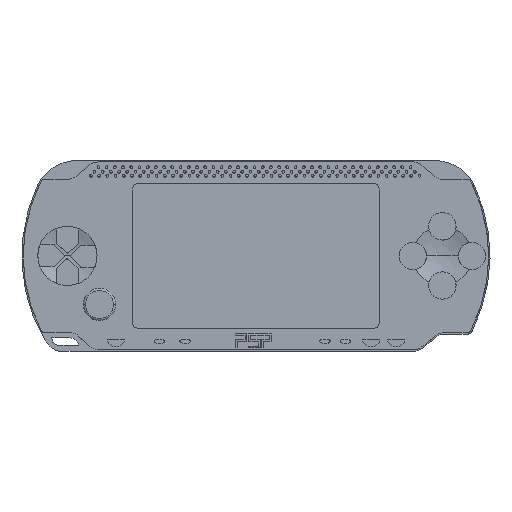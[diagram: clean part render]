
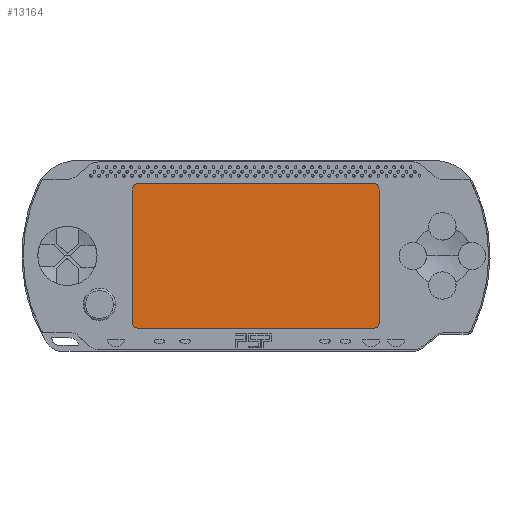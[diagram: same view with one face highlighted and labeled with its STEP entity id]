
A CAD part, top view. The second image highlights one B-rep face of the part: STEP entity #13164.
In plain terms, the highlighted planar face has unit normal (0, 0, 1).
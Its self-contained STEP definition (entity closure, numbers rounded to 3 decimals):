
#3694=DIRECTION('',(1.,0.,0.));
#3695=VECTOR('',#3694,86.018);
#3696=CARTESIAN_POINT('',(-43.009,-26.443,-0.25));
#3697=LINE('',#3696,#3695);
#3702=CARTESIAN_POINT('',(-43.009,-24.443,-0.25));
#3703=DIRECTION('',(0.,0.,1.));
#3704=DIRECTION('',(-1.,0.,0.));
#3705=AXIS2_PLACEMENT_3D('',#3702,#3703,#3704);
#3711=DIRECTION('',(0.,-1.,0.));
#3712=VECTOR('',#3711,48.886);
#3713=CARTESIAN_POINT('',(-45.009,24.443,-0.25));
#3714=LINE('',#3713,#3712);
#3719=CARTESIAN_POINT('',(-43.009,24.443,-0.25));
#3720=DIRECTION('',(0.,0.,1.));
#3721=DIRECTION('',(0.,1.,0.));
#3722=AXIS2_PLACEMENT_3D('',#3719,#3720,#3721);
#3728=DIRECTION('',(-1.,0.,0.));
#3729=VECTOR('',#3728,86.018);
#3730=CARTESIAN_POINT('',(43.009,26.443,-0.25));
#3731=LINE('',#3730,#3729);
#3736=CARTESIAN_POINT('',(43.009,24.443,-0.25));
#3737=DIRECTION('',(0.,0.,1.));
#3738=DIRECTION('',(1.,0.,0.));
#3739=AXIS2_PLACEMENT_3D('',#3736,#3737,#3738);
#3745=DIRECTION('',(0.,1.,0.));
#3746=VECTOR('',#3745,48.886);
#3747=CARTESIAN_POINT('',(45.009,-24.443,-0.25));
#3748=LINE('',#3747,#3746);
#3753=CARTESIAN_POINT('',(43.009,-24.443,-0.25));
#3754=DIRECTION('',(0.,0.,1.));
#3755=DIRECTION('',(0.,-1.,0.));
#3756=AXIS2_PLACEMENT_3D('',#3753,#3754,#3755);
#8965=CARTESIAN_POINT('',(-43.009,-26.443,-0.25));
#8966=CARTESIAN_POINT('',(43.009,-26.443,-0.25));
#8967=VERTEX_POINT('',#8965);
#8968=VERTEX_POINT('',#8966);
#8969=CARTESIAN_POINT('',(45.009,-24.443,-0.25));
#8970=VERTEX_POINT('',#8969);
#8971=CARTESIAN_POINT('',(45.009,24.443,-0.25));
#8972=VERTEX_POINT('',#8971);
#8973=CARTESIAN_POINT('',(43.009,26.443,-0.25));
#8974=VERTEX_POINT('',#8973);
#8975=CARTESIAN_POINT('',(-43.009,26.443,-0.25));
#8976=VERTEX_POINT('',#8975);
#8977=CARTESIAN_POINT('',(-45.009,24.443,-0.25));
#8978=VERTEX_POINT('',#8977);
#8979=CARTESIAN_POINT('',(-45.009,-24.443,-0.25));
#8980=VERTEX_POINT('',#8979);
#13142=CARTESIAN_POINT('',(0.,0.,-0.25));
#13143=DIRECTION('',(0.,0.,1.));
#13144=DIRECTION('',(1.,0.,0.));
#13145=AXIS2_PLACEMENT_3D('',#13142,#13143,#13144);
#13146=PLANE('',#13145);
#13147=ORIENTED_EDGE('',*,*,#13132,.F.);
#13149=ORIENTED_EDGE('',*,*,#13148,.F.);
#13151=ORIENTED_EDGE('',*,*,#13150,.F.);
#13153=ORIENTED_EDGE('',*,*,#13152,.F.);
#13155=ORIENTED_EDGE('',*,*,#13154,.F.);
#13157=ORIENTED_EDGE('',*,*,#13156,.F.);
#13159=ORIENTED_EDGE('',*,*,#13158,.F.);
#13161=ORIENTED_EDGE('',*,*,#13160,.F.);
#13162=EDGE_LOOP('',(#13147,#13149,#13151,#13153,#13155,#13157,#13159,#13161));
#13163=FACE_OUTER_BOUND('',#13162,.F.);
#13164=ADVANCED_FACE('',(#13163),#13146,.T.);
#3706=CIRCLE('',#3705,2.);
#3723=CIRCLE('',#3722,2.);
#3740=CIRCLE('',#3739,2.);
#3757=CIRCLE('',#3756,2.);
#13132=EDGE_CURVE('',#8967,#8968,#3697,.T.);
#13148=EDGE_CURVE('',#8980,#8967,#3706,.T.);
#13150=EDGE_CURVE('',#8978,#8980,#3714,.T.);
#13152=EDGE_CURVE('',#8976,#8978,#3723,.T.);
#13154=EDGE_CURVE('',#8974,#8976,#3731,.T.);
#13156=EDGE_CURVE('',#8972,#8974,#3740,.T.);
#13158=EDGE_CURVE('',#8970,#8972,#3748,.T.);
#13160=EDGE_CURVE('',#8968,#8970,#3757,.T.);
